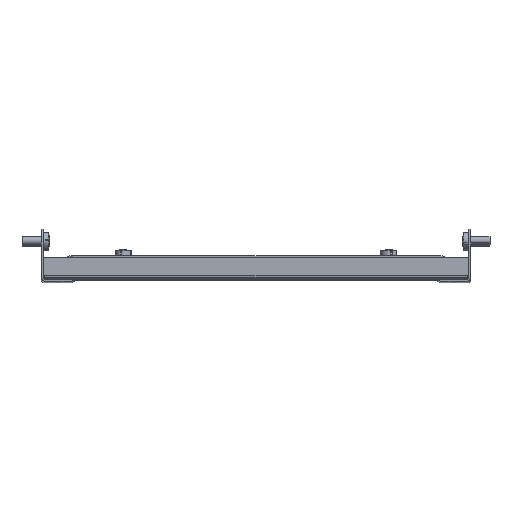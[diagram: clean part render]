
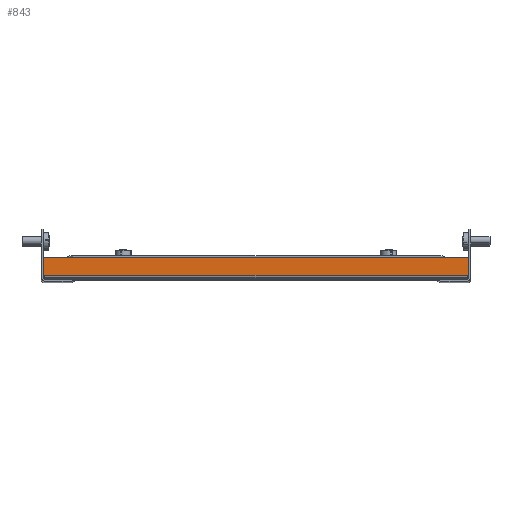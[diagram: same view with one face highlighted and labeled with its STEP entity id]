
A CAD part, top view. The second image highlights one B-rep face of the part: STEP entity #843.
In plain terms, the highlighted face is planar.
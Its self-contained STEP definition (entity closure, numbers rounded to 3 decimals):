
#247 = CARTESIAN_POINT ( 'NONE',  ( 0., 2.5, 160. ) ) ;
#457 = CARTESIAN_POINT ( 'NONE',  ( 0., 0., -160. ) ) ;
#463 = EDGE_CURVE ( 'NONE', #2953, #936, #755, .T. ) ;
#501 = EDGE_CURVE ( 'NONE', #2953, #4775, #3068, .T. ) ;
#546 = CARTESIAN_POINT ( 'NONE',  ( 0., 0., 0. ) ) ;
#612 = ORIENTED_EDGE ( 'NONE', *, *, #1770, .F. ) ;
#700 = ORIENTED_EDGE ( 'NONE', *, *, #2866, .F. ) ;
#717 = VERTEX_POINT ( 'NONE', #3517 ) ;
#755 = LINE ( 'NONE', #1190, #4512 ) ;
#843 = ADVANCED_FACE ( 'NONE', ( #1812 ), #2822, .F. ) ;
#936 = VERTEX_POINT ( 'NONE', #4587 ) ;
#1021 = VECTOR ( 'NONE', #1728, 1000. ) ;
#1160 = DIRECTION ( 'NONE',  ( 0., 1., 0. ) ) ;
#1190 = CARTESIAN_POINT ( 'NONE',  ( 0., 2.5, -160. ) ) ;
#1347 = CARTESIAN_POINT ( 'NONE',  ( 0., 16., -160. ) ) ;
#1610 = CARTESIAN_POINT ( 'NONE',  ( 0., 2.5, -159. ) ) ;
#1712 = ORIENTED_EDGE ( 'NONE', *, *, #463, .F. ) ;
#1728 = DIRECTION ( 'NONE',  ( 0., 0., -1. ) ) ;
#1754 = LINE ( 'NONE', #4819, #1021 ) ;
#1770 = EDGE_CURVE ( 'NONE', #936, #4885, #4816, .T. ) ;
#1812 = FACE_OUTER_BOUND ( 'NONE', #2344, .T. ) ;
#2125 = DIRECTION ( 'NONE',  ( 0., 0., -1. ) ) ;
#2169 = VERTEX_POINT ( 'NONE', #1347 ) ;
#2294 = CARTESIAN_POINT ( 'NONE',  ( 0., 0., 160. ) ) ;
#2344 = EDGE_LOOP ( 'NONE', ( #1712, #4124, #3937, #2737, #700, #612 ) ) ;
#2521 = LINE ( 'NONE', #4041, #3475 ) ;
#2624 = EDGE_CURVE ( 'NONE', #2169, #717, #3894, .T. ) ;
#2737 = ORIENTED_EDGE ( 'NONE', *, *, #2624, .T. ) ;
#2822 = PLANE ( 'NONE',  #4228 ) ;
#2843 = DIRECTION ( 'NONE',  ( 0., 1., 0. ) ) ;
#2866 = EDGE_CURVE ( 'NONE', #4885, #717, #2521, .T. ) ;
#2953 = VERTEX_POINT ( 'NONE', #247 ) ;
#3068 = LINE ( 'NONE', #2294, #3473 ) ;
#3256 = VECTOR ( 'NONE', #3640, 1000. ) ;
#3423 = DIRECTION ( 'NONE',  ( 0., -1., 0. ) ) ;
#3473 = VECTOR ( 'NONE', #1160, 1000. ) ;
#3475 = VECTOR ( 'NONE', #2125, 1000. ) ;
#3517 = CARTESIAN_POINT ( 'NONE',  ( 0., 2.5, -160. ) ) ;
#3640 = DIRECTION ( 'NONE',  ( 0., 0., -1. ) ) ;
#3894 = LINE ( 'NONE', #457, #4379 ) ;
#3937 = ORIENTED_EDGE ( 'NONE', *, *, #3971, .T. ) ;
#3971 = EDGE_CURVE ( 'NONE', #4775, #2169, #1754, .T. ) ;
#3989 = CARTESIAN_POINT ( 'NONE',  ( 0., 2.5, -160. ) ) ;
#4041 = CARTESIAN_POINT ( 'NONE',  ( 0., 2.5, -160. ) ) ;
#4124 = ORIENTED_EDGE ( 'NONE', *, *, #501, .T. ) ;
#4228 = AXIS2_PLACEMENT_3D ( 'NONE', #546, #4762, #2843 ) ;
#4379 = VECTOR ( 'NONE', #3423, 1000. ) ;
#4512 = VECTOR ( 'NONE', #4562, 1000. ) ;
#4562 = DIRECTION ( 'NONE',  ( 0., 0., -1. ) ) ;
#4587 = CARTESIAN_POINT ( 'NONE',  ( 0., 2.5, 159. ) ) ;
#4606 = CARTESIAN_POINT ( 'NONE',  ( 0., 16., 160. ) ) ;
#4762 = DIRECTION ( 'NONE',  ( 1., 0., 0. ) ) ;
#4775 = VERTEX_POINT ( 'NONE', #4606 ) ;
#4816 = LINE ( 'NONE', #3989, #3256 ) ;
#4819 = CARTESIAN_POINT ( 'NONE',  ( 0., 16., 0. ) ) ;
#4885 = VERTEX_POINT ( 'NONE', #1610 ) ;
